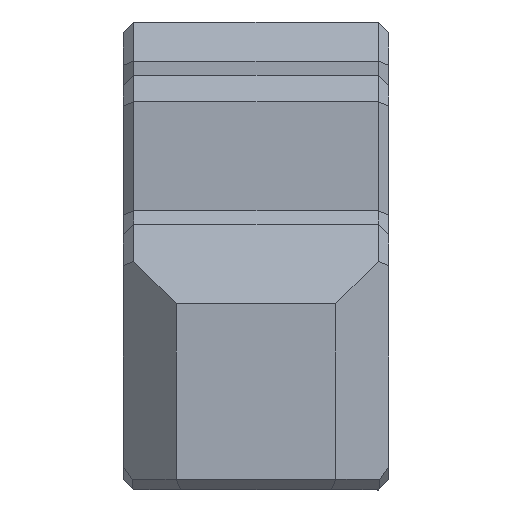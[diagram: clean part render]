
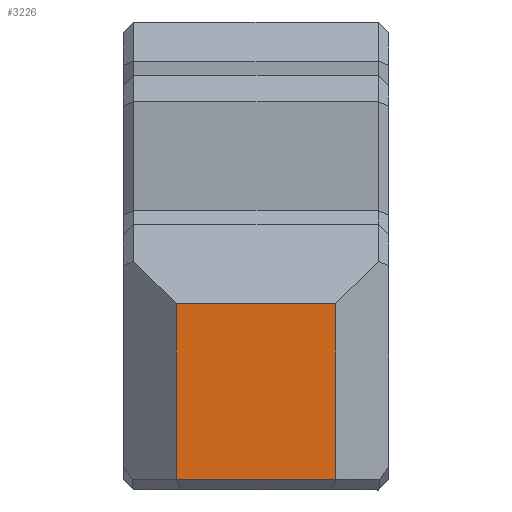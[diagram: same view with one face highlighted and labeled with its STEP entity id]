
A CAD part, front view. The second image highlights one B-rep face of the part: STEP entity #3226.
In plain terms, the highlighted planar face has unit normal (0, -1, 0).
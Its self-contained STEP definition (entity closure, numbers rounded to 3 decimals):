
#192=FACE_OUTER_BOUND('',#387,.T.);
#387=EDGE_LOOP('',(#2766,#2767,#2768,#2769));
#421=LINE('',#4303,#859);
#433=LINE('',#4328,#871);
#512=LINE('',#4487,#950);
#827=LINE('',#5123,#1265);
#859=VECTOR('',#3471,10.);
#871=VECTOR('',#3489,10.);
#950=VECTOR('',#3620,10.);
#1265=VECTOR('',#4203,10.);
#1297=VERTEX_POINT('',#4300);
#1298=VERTEX_POINT('',#4302);
#1307=VERTEX_POINT('',#4325);
#1308=VERTEX_POINT('',#4327);
#1555=EDGE_CURVE('',#1297,#1298,#421,.T.);
#1567=EDGE_CURVE('',#1307,#1308,#433,.T.);
#1647=EDGE_CURVE('',#1298,#1307,#512,.T.);
#1966=EDGE_CURVE('',#1308,#1297,#827,.T.);
#2766=ORIENTED_EDGE('',*,*,#1966,.F.);
#2767=ORIENTED_EDGE('',*,*,#1567,.F.);
#2768=ORIENTED_EDGE('',*,*,#1647,.F.);
#2769=ORIENTED_EDGE('',*,*,#1555,.F.);
#3040=PLANE('',#3433);
#3226=ADVANCED_FACE('',(#192),#3040,.F.);
#3433=AXIS2_PLACEMENT_3D('',#5124,#4204,#4205);
#3471=DIRECTION('',(0.,0.,1.));
#3489=DIRECTION('',(0.,0.,-1.));
#3620=DIRECTION('',(1.,0.,0.));
#4203=DIRECTION('',(-1.,0.,0.));
#4204=DIRECTION('center_axis',(0.,1.,0.));
#4205=DIRECTION('ref_axis',(1.,0.,0.));
#4300=CARTESIAN_POINT('',(-3.,-20.95,0.4));
#4302=CARTESIAN_POINT('',(-3.,-20.95,7.));
#4303=CARTESIAN_POINT('',(-3.,-20.95,12.75));
#4325=CARTESIAN_POINT('',(3.,-20.95,7.));
#4327=CARTESIAN_POINT('',(3.,-20.95,0.4));
#4328=CARTESIAN_POINT('',(3.,-20.95,12.75));
#4487=CARTESIAN_POINT('',(9.,-20.95,7.));
#5123=CARTESIAN_POINT('',(4.,-20.95,0.4));
#5124=CARTESIAN_POINT('Origin',(4.,-20.95,17.5));
